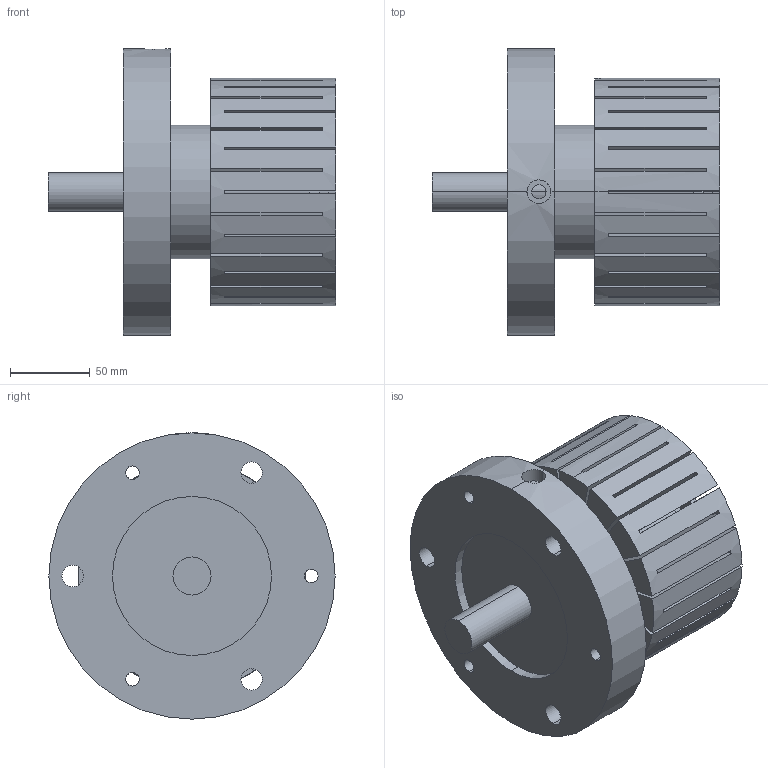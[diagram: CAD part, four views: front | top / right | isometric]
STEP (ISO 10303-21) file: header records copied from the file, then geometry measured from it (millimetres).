
FILE_DESCRIPTION (( 'STEP AP214' ), '1' );
FILE_NAME ('_DTG-7C2.STEP', '2023-12-11T02:24:01', ( '' ), ( '' ), 'SwSTEP 2.0', 'SolidWorks 2023', '' );
FILE_SCHEMA (( 'AUTOMOTIVE_DESIGN' ));
Length unit declared in the file: millimetre
Products named in the file (4): DTG-7C2-底座; DTG-7C2-拉杆; DTG-7C2-涨套 ; _DTG-7C2
Assembly tree (3 placements, depth 2):
  _DTG-7C2
    DTG-7C2-底座
    DTG-7C2-拉杆
    DTG-7C2-涨套 
Bounding box: 180.7 x 180 x 180 mm (x, y, z)
Volume: 1945097.4 mm3; surface area: 343294.3 mm2
Topology: 3 solids, 3 shells, 314 faces, 889 edges, 585 vertices
Faces by surface type: plane 162, cylinder 87, cone 65
Entity records: 10655 total; most frequent: CARTESIAN_POINT 2234, ORIENTED_EDGE 1778, DIRECTION 1758, EDGE_CURVE 889, AXIS2_PLACEMENT_3D 649, VERTEX_POINT 585, VECTOR 460, LINE 460
